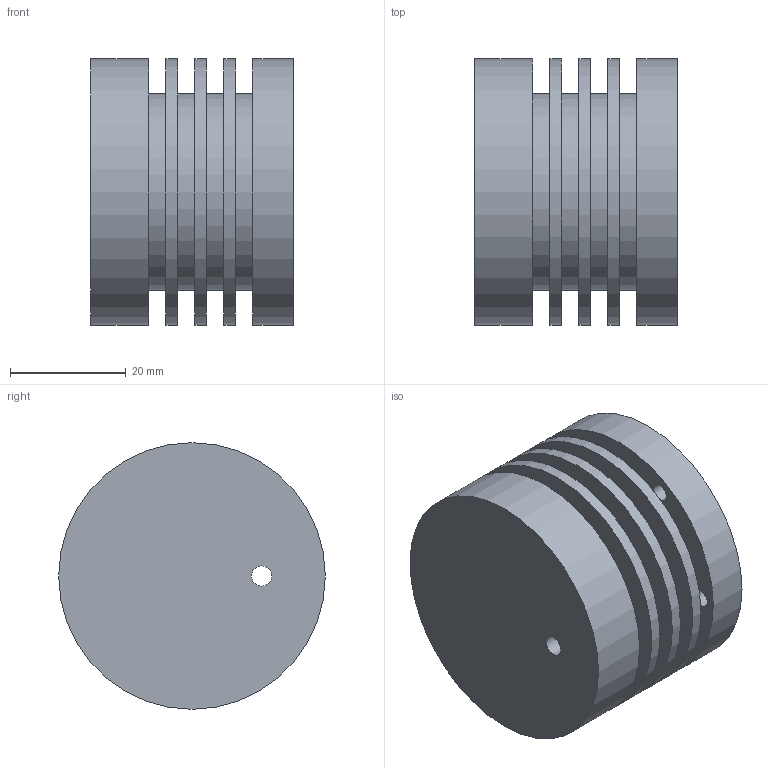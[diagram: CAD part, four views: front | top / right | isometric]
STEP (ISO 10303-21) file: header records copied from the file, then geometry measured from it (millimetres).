
FILE_DESCRIPTION(('FreeCAD Model'),'2;1');
FILE_NAME('telo.step','2015-05-24T22:06:45', ('Author'),(''),'Open CASCADE STEP processor 6.8','FreeCAD','Unknown' );
FILE_SCHEMA(('AUTOMOTIVE_DESIGN_CC2 { 1 2 10303 214 -1 1 5 4 }'));
Length unit declared in the file: millimetre
Products named in the file (1): Pocket002
Bounding box: 35 x 46 x 46 mm (x, y, z)
Volume: 27165.9 mm3; surface area: 17160.6 mm2
Topology: 1 solids, 1 shells, 30 faces, 54 edges, 36 vertices
Faces by surface type: cylinder 18, plane 12
Full cylindrical faces by diameter (mm): 3 x6, 3.5 x1, 30 x1, 34 x5, 46 x5
Entity records: 1514 total; most frequent: DIRECTION 257, CARTESIAN_POINT 247, ORIENTED_EDGE 108, PCURVE 108, DEFINITIONAL_REPRESENTATION 108, LINE 90, VECTOR 90, CIRCLE 69
